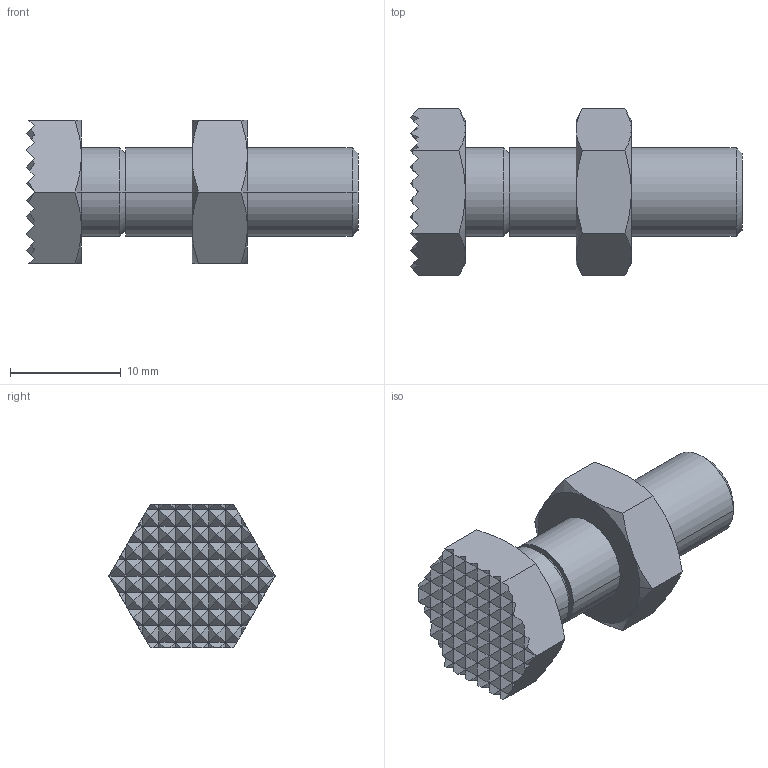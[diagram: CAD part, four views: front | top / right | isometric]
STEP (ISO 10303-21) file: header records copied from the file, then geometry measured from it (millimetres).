
FILE_DESCRIPTION(('STEP AP214'),'1');
FILE_NAME('HALDERN_EH_22690_0628.stp','2017-07-04T09:14:29',('TraceParts'),('TraceParts S.A.'),'Spatial InterOp 3D',' ',' ');
FILE_SCHEMA(('automotive_design'));
Length unit declared in the file: millimetre
Products named in the file (2): HALDERN_EH_22690_0628_1; HALDERN_EH_22690_0628_2
Bounding box: 30 x 15.01 x 13 mm (x, y, z)
Volume: 2437.9 mm3; surface area: 1711.6 mm2
Topology: 2 solids, 2 shells, 367 faces, 650 edges, 289 vertices
Faces by surface type: plane 329, cone 32, cylinder 6
Entity records: 11131 total; most frequent: CARTESIAN_POINT 1452, DIRECTION 1396, ORIENTED_EDGE 1300, EDGE_CURVE 650, LINE 570, VECTOR 570, AXIS2_PLACEMENT_3D 413, EDGE_LOOP 371
